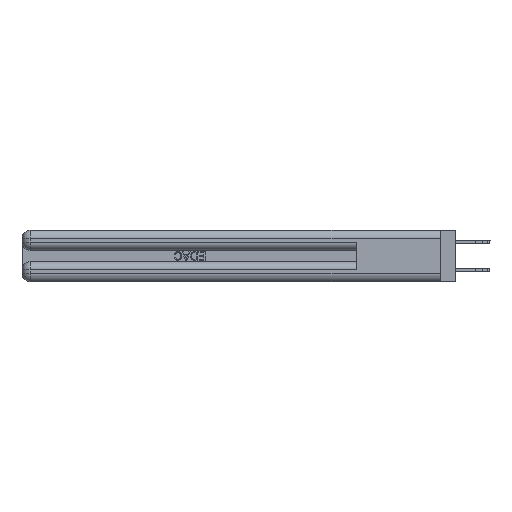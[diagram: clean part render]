
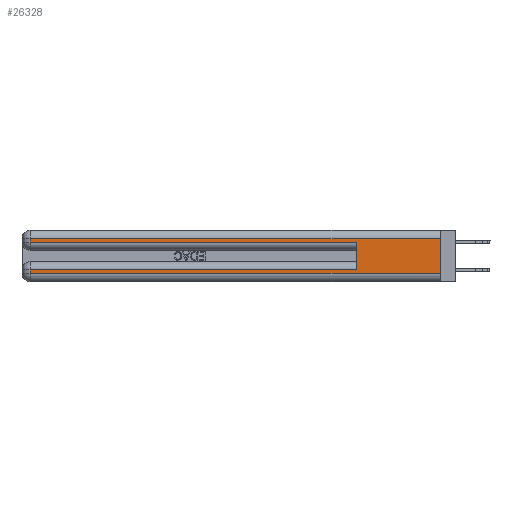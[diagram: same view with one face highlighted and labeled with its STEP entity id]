
A CAD part, left-side view. The second image highlights one B-rep face of the part: STEP entity #26328.
In plain terms, the highlighted planar face has unit normal (-1, 0, 0).
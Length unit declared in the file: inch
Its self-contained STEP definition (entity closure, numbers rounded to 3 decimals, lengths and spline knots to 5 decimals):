
#2027 = VERTEX_POINT ( 'NONE', #11026 ) ;
#4674 = EDGE_CURVE ( 'NONE', #2027, #5942, #35739, .T. ) ;
#4802 = ORIENTED_EDGE ( 'NONE', *, *, #20018, .F. ) ;
#5942 = VERTEX_POINT ( 'NONE', #15580 ) ;
#6157 = CARTESIAN_POINT ( 'NONE',  ( 0., 0.6, 0.085 ) ) ;
#8769 = VERTEX_POINT ( 'NONE', #29172 ) ;
#9149 = VECTOR ( 'NONE', #18660, 39.37008 ) ;
#9552 = VECTOR ( 'NONE', #26113, 39.37008 ) ;
#10453 = CARTESIAN_POINT ( 'NONE',  ( 0., 0., 0.31 ) ) ;
#10776 = ORIENTED_EDGE ( 'NONE', *, *, #12000, .T. ) ;
#11026 = CARTESIAN_POINT ( 'NONE',  ( 0., 2.94, 0.31 ) ) ;
#12000 = EDGE_CURVE ( 'NONE', #8769, #2027, #13007, .T. ) ;
#12431 = PLANE ( 'NONE',  #23331 ) ;
#12498 = DIRECTION ( 'NONE',  ( 0., 0., -1. ) ) ;
#12731 = VECTOR ( 'NONE', #12498, 39.37008 ) ;
#13007 = LINE ( 'NONE', #10453, #9552 ) ;
#13128 = VECTOR ( 'NONE', #22481, 39.37008 ) ;
#13497 = ORIENTED_EDGE ( 'NONE', *, *, #33578, .T. ) ;
#15311 = VECTOR ( 'NONE', #27645, 39.37008 ) ;
#15580 = CARTESIAN_POINT ( 'NONE',  ( 0., 2.94, 0.285 ) ) ;
#16468 = ORIENTED_EDGE ( 'NONE', *, *, #25513, .T. ) ;
#16616 = ORIENTED_EDGE ( 'NONE', *, *, #4674, .T. ) ;
#16851 = DIRECTION ( 'NONE',  ( 0., -1., 0. ) ) ;
#18210 = LINE ( 'NONE', #38229, #40407 ) ;
#18365 = DIRECTION ( 'NONE',  ( 0., -1., 0. ) ) ;
#18660 = DIRECTION ( 'NONE',  ( 0., 0., -1. ) ) ;
#18719 = CARTESIAN_POINT ( 'NONE',  ( 0., 0., 0.37 ) ) ;
#19416 = EDGE_CURVE ( 'NONE', #32538, #27095, #18210, .T. ) ;
#20018 = EDGE_CURVE ( 'NONE', #8769, #29645, #25379, .T. ) ;
#20643 = FACE_OUTER_BOUND ( 'NONE', #28553, .T. ) ;
#21931 = DIRECTION ( 'NONE',  ( 1., 0., 0. ) ) ;
#22481 = DIRECTION ( 'NONE',  ( 0., 0., -1. ) ) ;
#23331 = AXIS2_PLACEMENT_3D ( 'NONE', #18719, #21931, #32101 ) ;
#25379 = LINE ( 'NONE', #40819, #13128 ) ;
#25513 = EDGE_CURVE ( 'NONE', #5942, #27095, #40282, .T. ) ;
#25945 = LINE ( 'NONE', #31641, #12731 ) ;
#26113 = DIRECTION ( 'NONE',  ( 0., 1., 0. ) ) ;
#26178 = CARTESIAN_POINT ( 'NONE',  ( 0., 2.94, 0.06 ) ) ;
#26328 = ADVANCED_FACE ( 'NONE', ( #20643 ), #12431, .F. ) ;
#26574 = ORIENTED_EDGE ( 'NONE', *, *, #19416, .F. ) ;
#27095 = VERTEX_POINT ( 'NONE', #33729 ) ;
#27645 = DIRECTION ( 'NONE',  ( 0., 1., 0. ) ) ;
#28027 = CARTESIAN_POINT ( 'NONE',  ( 0., 0., 0.285 ) ) ;
#28146 = VERTEX_POINT ( 'NONE', #26178 ) ;
#28553 = EDGE_LOOP ( 'NONE', ( #4802, #10776, #16616, #16468, #26574, #13497, #33179, #30325 ) ) ;
#29172 = CARTESIAN_POINT ( 'NONE',  ( 0., 0., 0.31 ) ) ;
#29645 = VERTEX_POINT ( 'NONE', #37775 ) ;
#29942 = VECTOR ( 'NONE', #18365, 39.37008 ) ;
#30325 = ORIENTED_EDGE ( 'NONE', *, *, #36447, .T. ) ;
#30632 = CARTESIAN_POINT ( 'NONE',  ( 0., 2.94, 0.085 ) ) ;
#31111 = CARTESIAN_POINT ( 'NONE',  ( 0., 2.94, 0.37 ) ) ;
#31641 = CARTESIAN_POINT ( 'NONE',  ( 0., 2.94, 0.37 ) ) ;
#32101 = DIRECTION ( 'NONE',  ( 0., 0., -1. ) ) ;
#32538 = VERTEX_POINT ( 'NONE', #6157 ) ;
#32581 = CARTESIAN_POINT ( 'NONE',  ( 0., 0., 0.06 ) ) ;
#33065 = LINE ( 'NONE', #40314, #15311 ) ;
#33179 = ORIENTED_EDGE ( 'NONE', *, *, #36101, .T. ) ;
#33578 = EDGE_CURVE ( 'NONE', #32538, #39657, #33065, .T. ) ;
#33729 = CARTESIAN_POINT ( 'NONE',  ( 0., 0.6, 0.285 ) ) ;
#35633 = DIRECTION ( 'NONE',  ( 0., 0., 1. ) ) ;
#35739 = LINE ( 'NONE', #31111, #9149 ) ;
#36101 = EDGE_CURVE ( 'NONE', #39657, #28146, #25945, .T. ) ;
#36447 = EDGE_CURVE ( 'NONE', #28146, #29645, #40769, .T. ) ;
#36805 = VECTOR ( 'NONE', #16851, 39.37008 ) ;
#37775 = CARTESIAN_POINT ( 'NONE',  ( 0., 0., 0.06 ) ) ;
#38229 = CARTESIAN_POINT ( 'NONE',  ( 0., 0.6, 0.145 ) ) ;
#39657 = VERTEX_POINT ( 'NONE', #30632 ) ;
#40282 = LINE ( 'NONE', #28027, #29942 ) ;
#40314 = CARTESIAN_POINT ( 'NONE',  ( 0., 0., 0.085 ) ) ;
#40407 = VECTOR ( 'NONE', #35633, 39.37008 ) ;
#40769 = LINE ( 'NONE', #32581, #36805 ) ;
#40819 = CARTESIAN_POINT ( 'NONE',  ( 0., 0., 0.37 ) ) ;
